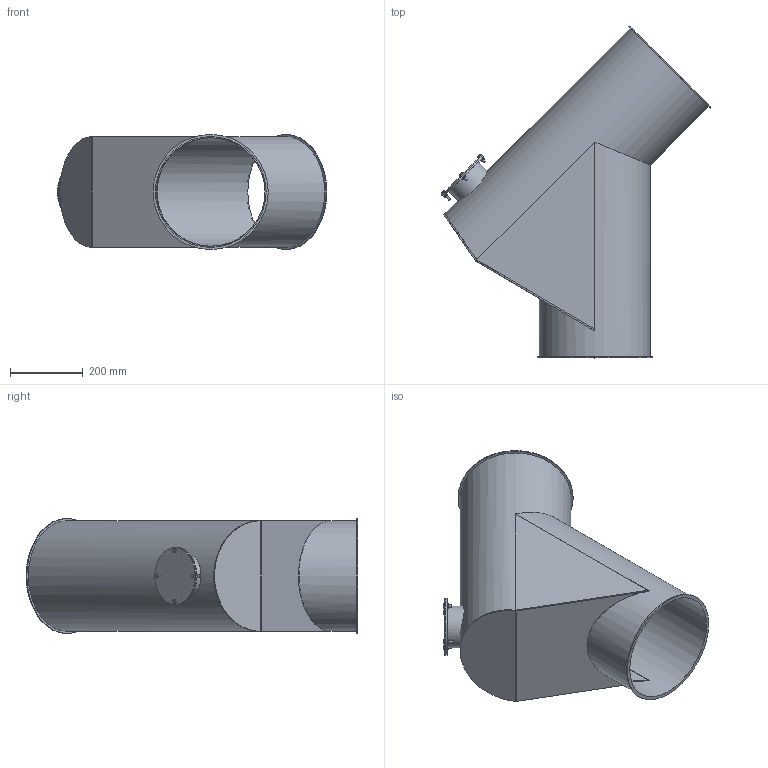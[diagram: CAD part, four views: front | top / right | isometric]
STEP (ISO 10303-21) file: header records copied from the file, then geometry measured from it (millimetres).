
FILE_DESCRIPTION(/* description */ (''),/* implementation_level */ '2;1');
FILE_NAME(/* name */ 'Baugruppe1.stp',/* time_stamp */ '2019-07-11T16:12:27+02:00',/* author */ ('mgirsig'),/* organization */ (''),/* preprocessor_version */ 'ST-DEVELOPER v16.13',/* originating_system */ 'Autodesk Inventor 2018',/* authorisation */ '');
FILE_SCHEMA (('AUTOMOTIVE_DESIGN { 1 0 10303 214 3 1 1 }'));
Length unit declared in the file: millimetre
Products named in the file (11): Baugruppe1; Bauteil1; Bauteil2; Bauteil4; Bauteil5; Bauteil6; Flansch DN 112 DIN24154 R3 fest; Bauteil7; DIN 933 - M6  x 20; DIN 933 - M6  x 25; DIN 934 - M6
Assembly tree (16 placements, depth 2):
  Baugruppe1
    Bauteil1
    Bauteil2
    Bauteil4  x2
    Bauteil5
    Bauteil6
    Flansch DN 112 DIN24154 R3 fest
    Bauteil7
    DIN 933 - M6  x 20  x3
    DIN 933 - M6  x 25
    DIN 934 - M6  x4
Bounding box: 743.05 x 913.97 x 317 mm (x, y, z)
Volume: 3467681.5 mm3; surface area: 2284183.2 mm2
Topology: 16 solids, 16 shells, 198 faces, 426 edges, 268 vertices
Faces by surface type: plane 109, cone 48, cylinder 39, bspline 2
Full cylindrical faces by diameter (mm): 4.917 x4, 5.459 x4, 6 x4, 7 x8, 8.7 x4, 111 x2, 115 x1, 117 x1, 157 x2, 299 x2, 305 x2, 317 x2
Entity records: 3563 total; most frequent: CARTESIAN_POINT 838, DIRECTION 519, ORIENTED_EDGE 402, AXIS2_PLACEMENT_3D 221, EDGE_CURVE 201, EDGE_LOOP 179, VERTEX_POINT 148, FACE_OUTER_BOUND 112
